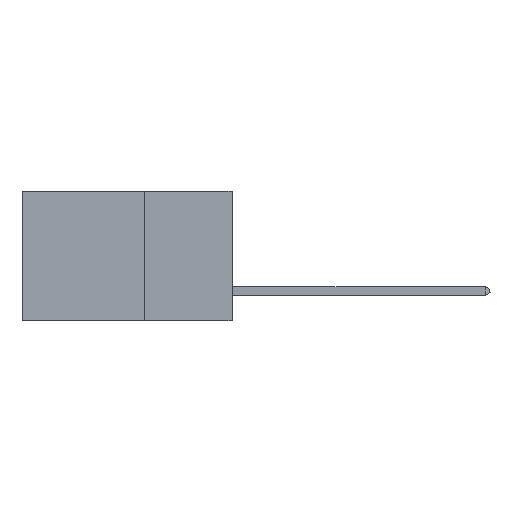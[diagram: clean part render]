
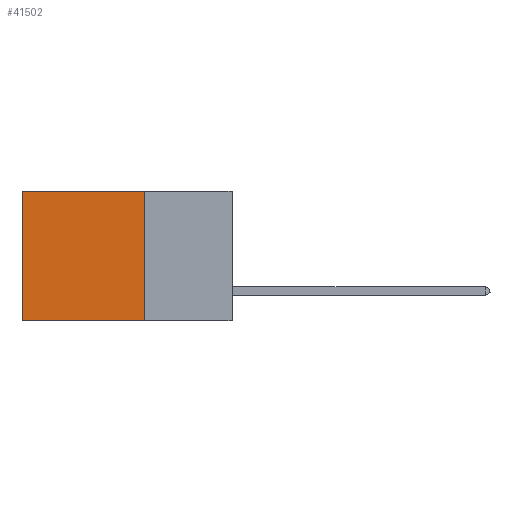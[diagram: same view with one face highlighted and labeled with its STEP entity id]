
A CAD part, left-side view. The second image highlights one B-rep face of the part: STEP entity #41502.
In plain terms, the highlighted planar face has unit normal (-1, 0, 0).
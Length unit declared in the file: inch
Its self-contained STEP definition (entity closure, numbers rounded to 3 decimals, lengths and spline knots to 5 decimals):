
#496 = EDGE_CURVE ( 'NONE', #31943, #42093, #41205, .T. ) ;
#709 = PLANE ( 'NONE',  #16642 ) ;
#2817 = CARTESIAN_POINT ( 'NONE',  ( 0.2875, 0.25, -0.37 ) ) ;
#5175 = ORIENTED_EDGE ( 'NONE', *, *, #43031, .T. ) ;
#6695 = CARTESIAN_POINT ( 'NONE',  ( 0.2875, 0.25, 0. ) ) ;
#7771 = EDGE_LOOP ( 'NONE', ( #5175, #31893, #33285, #32794 ) ) ;
#8145 = VECTOR ( 'NONE', #25876, 39.37008 ) ;
#11645 = DIRECTION ( 'NONE',  ( 0., 0., -1. ) ) ;
#12687 = VECTOR ( 'NONE', #23724, 39.37008 ) ;
#13970 = CARTESIAN_POINT ( 'NONE',  ( 0.2875, 0.6, -0.37 ) ) ;
#14244 = EDGE_CURVE ( 'NONE', #31943, #33846, #23145, .T. ) ;
#15086 = CARTESIAN_POINT ( 'NONE',  ( 0.2875, 0.25, -0.37 ) ) ;
#16642 = AXIS2_PLACEMENT_3D ( 'NONE', #25657, #42712, #11645 ) ;
#17146 = CARTESIAN_POINT ( 'NONE',  ( 0.2875, 0.25, 0. ) ) ;
#23145 = LINE ( 'NONE', #30211, #12687 ) ;
#23724 = DIRECTION ( 'NONE',  ( 0., 0., -1. ) ) ;
#25657 = CARTESIAN_POINT ( 'NONE',  ( 0.2875, 0.25, 0. ) ) ;
#25876 = DIRECTION ( 'NONE',  ( 0., 1., 0. ) ) ;
#29362 = VECTOR ( 'NONE', #44955, 39.37008 ) ;
#30211 = CARTESIAN_POINT ( 'NONE',  ( 0.2875, 0.25, 0. ) ) ;
#30280 = EDGE_CURVE ( 'NONE', #33846, #39780, #45080, .T. ) ;
#31537 = LINE ( 'NONE', #34908, #29362 ) ;
#31893 = ORIENTED_EDGE ( 'NONE', *, *, #30280, .F. ) ;
#31943 = VERTEX_POINT ( 'NONE', #6695 ) ;
#32794 = ORIENTED_EDGE ( 'NONE', *, *, #496, .T. ) ;
#33285 = ORIENTED_EDGE ( 'NONE', *, *, #14244, .F. ) ;
#33846 = VERTEX_POINT ( 'NONE', #2817 ) ;
#34908 = CARTESIAN_POINT ( 'NONE',  ( 0.2875, 0.6, 0. ) ) ;
#37881 = VECTOR ( 'NONE', #38670, 39.37008 ) ;
#38365 = FACE_OUTER_BOUND ( 'NONE', #7771, .T. ) ;
#38670 = DIRECTION ( 'NONE',  ( 0., 1., 0. ) ) ;
#39281 = CARTESIAN_POINT ( 'NONE',  ( 0.2875, 0.6, 0. ) ) ;
#39780 = VERTEX_POINT ( 'NONE', #13970 ) ;
#41205 = LINE ( 'NONE', #17146, #37881 ) ;
#41502 = ADVANCED_FACE ( 'NONE', ( #38365 ), #709, .F. ) ;
#42093 = VERTEX_POINT ( 'NONE', #39281 ) ;
#42712 = DIRECTION ( 'NONE',  ( 1., 0., 0. ) ) ;
#43031 = EDGE_CURVE ( 'NONE', #42093, #39780, #31537, .T. ) ;
#44955 = DIRECTION ( 'NONE',  ( 0., 0., -1. ) ) ;
#45080 = LINE ( 'NONE', #15086, #8145 ) ;
